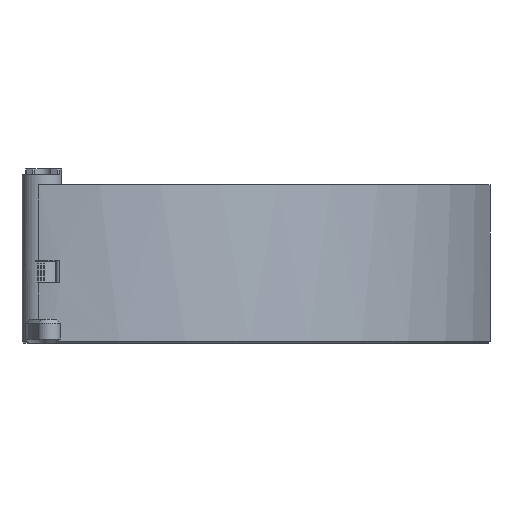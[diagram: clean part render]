
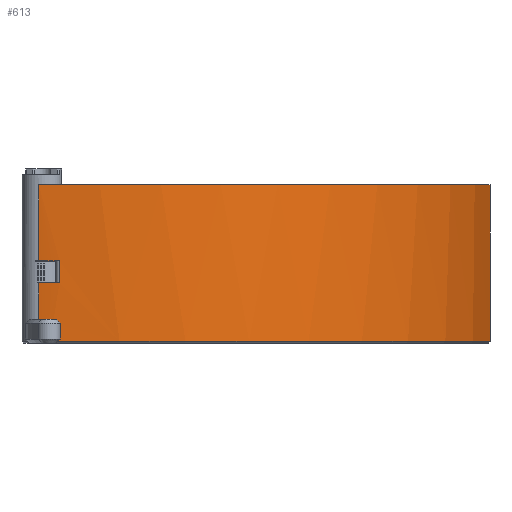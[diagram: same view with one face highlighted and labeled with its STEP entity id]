
A CAD part, left-side view. The second image highlights one B-rep face of the part: STEP entity #613.
In plain terms, the highlighted cylindrical face has radius 100 mm (diameter 200 mm), a partial arc.
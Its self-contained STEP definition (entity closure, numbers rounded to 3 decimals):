
#314 = EDGE_CURVE('',#315,#317,#319,.T.);
#315 = VERTEX_POINT('',#316);
#316 = CARTESIAN_POINT('',(-98.769,15.643,-34.));
#317 = VERTEX_POINT('',#318);
#318 = CARTESIAN_POINT('',(-98.769,15.643,-24.8));
#319 = LINE('',#320,#321);
#320 = CARTESIAN_POINT('',(-98.769,15.643,-40.));
#321 = VECTOR('',#322,1.);
#322 = DIRECTION('',(0.,0.,1.));
#461 = VERTEX_POINT('',#462);
#462 = CARTESIAN_POINT('',(-98.769,15.643,0.));
#469 = EDGE_CURVE('',#470,#461,#472,.T.);
#470 = VERTEX_POINT('',#471);
#471 = CARTESIAN_POINT('',(-98.769,15.643,-19.2));
#472 = LINE('',#473,#474);
#473 = CARTESIAN_POINT('',(-98.769,15.643,-40.));
#474 = VECTOR('',#475,1.);
#475 = DIRECTION('',(0.,0.,1.));
#613 = ADVANCED_FACE('',(#614),#729,.T.);
#614 = FACE_BOUND('',#615,.T.);
#615 = EDGE_LOOP('',(#616,#627,#634,#635,#644,#654,#662,#672,#681,#690,
    #698,#705,#706,#715,#724));
#616 = ORIENTED_EDGE('',*,*,#617,.F.);
#617 = EDGE_CURVE('',#618,#620,#622,.T.);
#618 = VERTEX_POINT('',#619);
#619 = CARTESIAN_POINT('',(-99.109,13.317,-24.8));
#620 = VERTEX_POINT('',#621);
#621 = CARTESIAN_POINT('',(-99.457,10.405,-24.8));
#622 = CIRCLE('',#623,100.);
#623 = AXIS2_PLACEMENT_3D('',#624,#625,#626);
#624 = CARTESIAN_POINT('',(0.,0.,-24.8
    ));
#625 = DIRECTION('',(0.,0.,1.));
#626 = DIRECTION('',(-0.156,-0.988,0.));
#627 = ORIENTED_EDGE('',*,*,#628,.F.);
#628 = EDGE_CURVE('',#317,#618,#629,.T.);
#629 = CIRCLE('',#630,100.);
#630 = AXIS2_PLACEMENT_3D('',#631,#632,#633);
#631 = CARTESIAN_POINT('',(0.,0.,-24.8
    ));
#632 = DIRECTION('',(0.,0.,1.));
#633 = DIRECTION('',(-0.988,0.156,0.));
#634 = ORIENTED_EDGE('',*,*,#314,.F.);
#635 = ORIENTED_EDGE('',*,*,#636,.T.);
#636 = EDGE_CURVE('',#315,#637,#639,.T.);
#637 = VERTEX_POINT('',#638);
#638 = CARTESIAN_POINT('',(-99.15,13.01,-34.));
#639 = CIRCLE('',#640,100.);
#640 = AXIS2_PLACEMENT_3D('',#641,#642,#643);
#641 = CARTESIAN_POINT('',(0.,0.,-34.)
  );
#642 = DIRECTION('',(0.,0.,1.));
#643 = DIRECTION('',(-0.988,0.156,0.));
#644 = ORIENTED_EDGE('',*,*,#645,.T.);
#645 = EDGE_CURVE('',#637,#646,#648,.T.);
#646 = VERTEX_POINT('',#647);
#647 = CARTESIAN_POINT('',(-99.276,12.013,-35.));
#648 = B_SPLINE_CURVE_WITH_KNOTS('',4,(#649,#650,#651,#652,#653),
  .UNSPECIFIED.,.F.,.F.,(5,5),(0.,1.),.PIECEWISE_BEZIER_KNOTS.);
#649 = CARTESIAN_POINT('',(-99.15,13.01,-34.));
#650 = CARTESIAN_POINT('',(-99.183,12.761,
    -34.25));
#651 = CARTESIAN_POINT('',(-99.215,12.512,
    -34.5));
#652 = CARTESIAN_POINT('',(-99.246,12.262,
    -34.75));
#653 = CARTESIAN_POINT('',(-99.276,12.013,-35.));
#654 = ORIENTED_EDGE('',*,*,#655,.F.);
#655 = EDGE_CURVE('',#656,#646,#658,.T.);
#656 = VERTEX_POINT('',#657);
#657 = CARTESIAN_POINT('',(-99.276,12.013,-39.));
#658 = LINE('',#659,#660);
#659 = CARTESIAN_POINT('',(-99.276,12.013,-40.));
#660 = VECTOR('',#661,1.);
#661 = DIRECTION('',(0.,0.,1.));
#662 = ORIENTED_EDGE('',*,*,#663,.T.);
#663 = EDGE_CURVE('',#656,#664,#666,.T.);
#664 = VERTEX_POINT('',#665);
#665 = CARTESIAN_POINT('',(-99.202,12.611,-39.6));
#666 = B_SPLINE_CURVE_WITH_KNOTS('',4,(#667,#668,#669,#670,#671),
  .UNSPECIFIED.,.F.,.F.,(5,5),(0.,1.),.PIECEWISE_BEZIER_KNOTS.);
#667 = CARTESIAN_POINT('',(-99.276,12.013,-39.));
#668 = CARTESIAN_POINT('',(-99.246,12.262,
    -39.25));
#669 = CARTESIAN_POINT('',(-99.215,12.512,
    -39.5));
#670 = CARTESIAN_POINT('',(-99.183,12.761,
    -39.75));
#671 = CARTESIAN_POINT('',(-99.15,13.01,-40.));
#672 = ORIENTED_EDGE('',*,*,#673,.T.);
#673 = EDGE_CURVE('',#664,#674,#676,.T.);
#674 = VERTEX_POINT('',#675);
#675 = CARTESIAN_POINT('',(-99.276,12.013,-39.6));
#676 = CIRCLE('',#677,100.);
#677 = AXIS2_PLACEMENT_3D('',#678,#679,#680);
#678 = CARTESIAN_POINT('',(0.,0.,-39.6
    ));
#679 = DIRECTION('',(0.,0.,1.));
#680 = DIRECTION('',(-0.992,0.13,0.));
#681 = ORIENTED_EDGE('',*,*,#682,.T.);
#682 = EDGE_CURVE('',#674,#683,#685,.T.);
#683 = VERTEX_POINT('',#684);
#684 = CARTESIAN_POINT('',(-17.365,-98.481,-39.6));
#685 = CIRCLE('',#686,100.);
#686 = AXIS2_PLACEMENT_3D('',#687,#688,#689);
#687 = CARTESIAN_POINT('',(0.,0.,-39.6
    ));
#688 = DIRECTION('',(0.,0.,1.));
#689 = DIRECTION('',(-0.993,0.12,0.)
  );
#690 = ORIENTED_EDGE('',*,*,#691,.T.);
#691 = EDGE_CURVE('',#683,#692,#694,.T.);
#692 = VERTEX_POINT('',#693);
#693 = CARTESIAN_POINT('',(-17.365,-98.481,
    0.));
#694 = LINE('',#695,#696);
#695 = CARTESIAN_POINT('',(-17.365,-98.481,-40.));
#696 = VECTOR('',#697,1.);
#697 = DIRECTION('',(0.,0.,1.));
#698 = ORIENTED_EDGE('',*,*,#699,.F.);
#699 = EDGE_CURVE('',#461,#692,#700,.T.);
#700 = CIRCLE('',#701,100.);
#701 = AXIS2_PLACEMENT_3D('',#702,#703,#704);
#702 = CARTESIAN_POINT('',(0.,0.,0.));
#703 = DIRECTION('',(0.,0.,1.));
#704 = DIRECTION('',(-0.988,0.156,0.));
#705 = ORIENTED_EDGE('',*,*,#469,.F.);
#706 = ORIENTED_EDGE('',*,*,#707,.T.);
#707 = EDGE_CURVE('',#470,#708,#710,.T.);
#708 = VERTEX_POINT('',#709);
#709 = CARTESIAN_POINT('',(-99.109,13.317,-19.2));
#710 = CIRCLE('',#711,100.);
#711 = AXIS2_PLACEMENT_3D('',#712,#713,#714);
#712 = CARTESIAN_POINT('',(0.,0.,-19.2
    ));
#713 = DIRECTION('',(0.,0.,1.));
#714 = DIRECTION('',(-0.988,0.156,0.));
#715 = ORIENTED_EDGE('',*,*,#716,.T.);
#716 = EDGE_CURVE('',#708,#717,#719,.T.);
#717 = VERTEX_POINT('',#718);
#718 = CARTESIAN_POINT('',(-99.457,10.405,-19.2));
#719 = CIRCLE('',#720,100.);
#720 = AXIS2_PLACEMENT_3D('',#721,#722,#723);
#721 = CARTESIAN_POINT('',(0.,0.,-19.2
    ));
#722 = DIRECTION('',(0.,0.,1.));
#723 = DIRECTION('',(-0.156,-0.988,0.));
#724 = ORIENTED_EDGE('',*,*,#725,.F.);
#725 = EDGE_CURVE('',#620,#717,#726,.T.);
#726 = B_SPLINE_CURVE_WITH_KNOTS('',1,(#727,#728),.UNSPECIFIED.,.F.,.F.,
  (2,2),(-2.912,8.512),.PIECEWISE_BEZIER_KNOTS.);
#727 = CARTESIAN_POINT('',(-99.457,10.405,-27.712));
#728 = CARTESIAN_POINT('',(-99.457,10.405,-16.288));
#729 = CYLINDRICAL_SURFACE('',#730,100.);
#730 = AXIS2_PLACEMENT_3D('',#731,#732,#733);
#731 = CARTESIAN_POINT('',(0.,0.,-40.)
  );
#732 = DIRECTION('',(0.,0.,1.));
#733 = DIRECTION('',(-0.988,0.156,0.));
